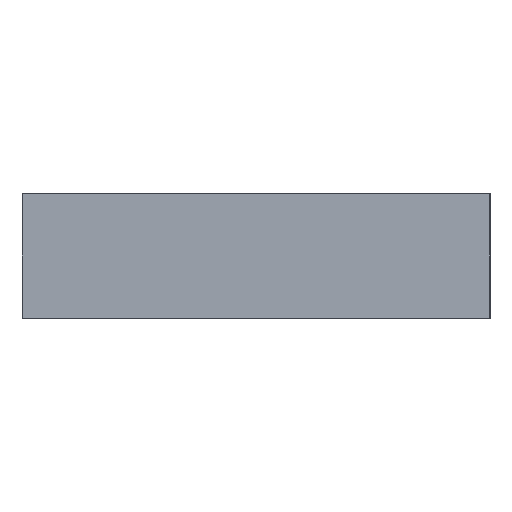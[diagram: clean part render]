
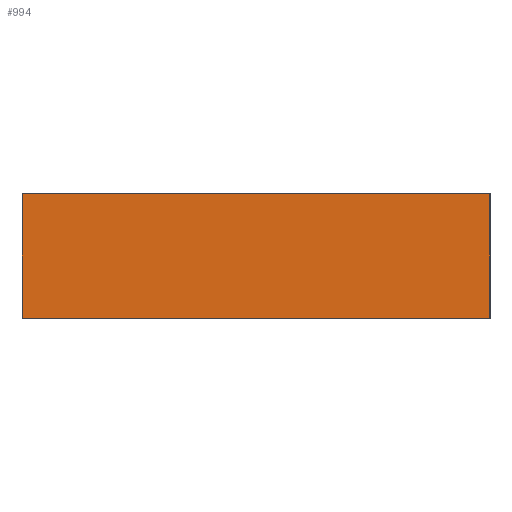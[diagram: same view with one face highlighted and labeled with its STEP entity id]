
A CAD part, left-side view. The second image highlights one B-rep face of the part: STEP entity #994.
In plain terms, the highlighted planar face has unit normal (-1, 0, 0).
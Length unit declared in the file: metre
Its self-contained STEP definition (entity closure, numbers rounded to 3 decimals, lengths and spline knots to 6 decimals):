
#76=ORIENTED_EDGE('',*,*,#349,.F.);
#77=ORIENTED_EDGE('',*,*,#350,.F.);
#78=ORIENTED_EDGE('',*,*,#351,.T.);
#79=ORIENTED_EDGE('',*,*,#347,.T.);
#347=EDGE_CURVE('',#477,#476,#587,.T.);
#349=EDGE_CURVE('',#478,#476,#589,.T.);
#350=EDGE_CURVE('',#479,#478,#590,.T.);
#351=EDGE_CURVE('',#479,#477,#591,.T.);
#476=VERTEX_POINT('',#1433);
#477=VERTEX_POINT('',#1435);
#478=VERTEX_POINT('',#1439);
#479=VERTEX_POINT('',#1441);
#587=LINE('',#1434,#731);
#589=LINE('',#1438,#733);
#590=LINE('',#1440,#734);
#591=LINE('',#1442,#735);
#731=VECTOR('',#1172,1.);
#733=VECTOR('',#1176,1.);
#734=VECTOR('',#1177,1.);
#735=VECTOR('',#1178,1.);
#844=EDGE_LOOP('',(#76,#77,#78,#79));
#894=FACE_BOUND('',#844,.T.);
#944=PLANE('',#1057);
#994=ADVANCED_FACE('',(#894),#944,.T.);
#1057=AXIS2_PLACEMENT_3D('',#1437,#1174,#1175);
#1172=DIRECTION('',(0.,1.,0.));
#1174=DIRECTION('',(-1.,0.,0.));
#1175=DIRECTION('',(0.,0.,1.));
#1176=DIRECTION('',(0.,0.,1.));
#1177=DIRECTION('',(0.,1.,0.));
#1178=DIRECTION('',(0.,0.,1.));
#1433=CARTESIAN_POINT('',(-0.058,0.,0.0245));
#1434=CARTESIAN_POINT('',(-0.058,-0.1,0.0245));
#1435=CARTESIAN_POINT('',(-0.058,-0.1,0.0245));
#1437=CARTESIAN_POINT('',(-0.058,-0.1,0.01325));
#1438=CARTESIAN_POINT('',(-0.058,0.,0.01325));
#1439=CARTESIAN_POINT('',(-0.058,0.,-0.002));
#1440=CARTESIAN_POINT('',(-0.058,-0.1,-0.002));
#1441=CARTESIAN_POINT('',(-0.058,-0.1,-0.002));
#1442=CARTESIAN_POINT('',(-0.058,-0.1,0.01325));
